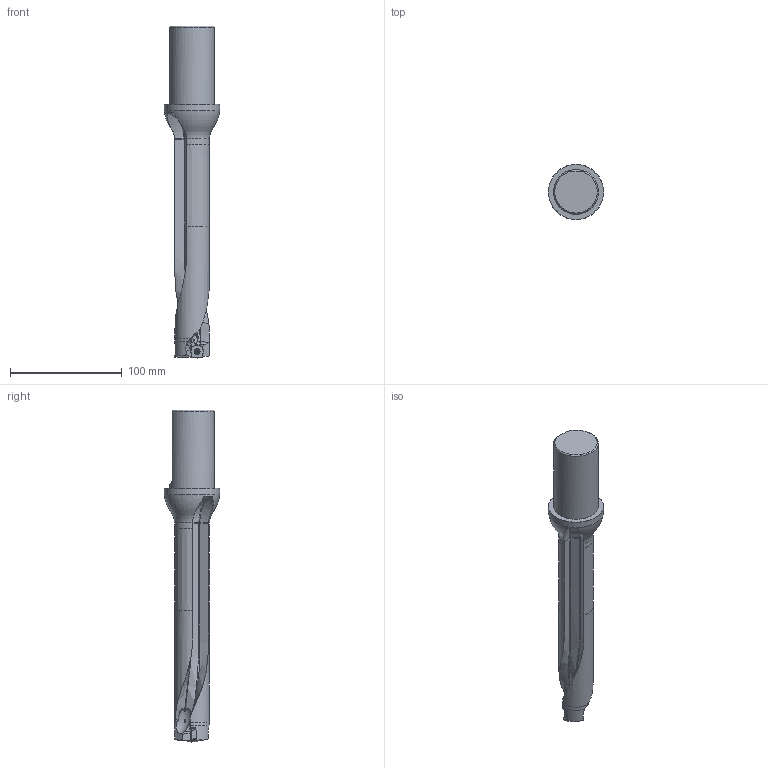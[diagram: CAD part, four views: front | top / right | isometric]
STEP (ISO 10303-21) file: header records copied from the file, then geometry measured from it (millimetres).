
FILE_DESCRIPTION(/* description */ (''),/* implementation_level */ '2;1');
FILE_NAME(/* name */ 'toolassembly_1.stp',/* time_stamp */ '2020-03-23T16:15:36+01:00',/* author */ (''),/* organization */ ('SMS'),/* preprocessor_version */ 'ST-DEVELOPER v16.7',/* originating_system */ 'SIEMENS PLM Software NX 12.0',/* authorisation */ '');
FILE_SCHEMA (('AUTOMOTIVE_DESIGN { 1 0 10303 214 3 1 1 1 }'));
Length unit declared in the file: millimetre
Products named in the file (5): CUT_20200323161501; CUT_20200323161459; NOCUT_20200323161319; ASSEMBLY_CONSTRUCTION; TOOLASSEMBLY_1
Assembly tree (4 placements, depth 2):
  TOOLASSEMBLY_1
    ASSEMBLY_CONSTRUCTION
    NOCUT_20200323161319
    CUT_20200323161459
    CUT_20200323161501
Bounding box: 49.5 x 49.5 x 297 mm (x, y, z)
Volume: 206798 mm3; surface area: 40461.3 mm2
Topology: 3 solids, 3 shells, 277 faces, 736 edges, 480 vertices
Faces by surface type: plane 113, cylinder 63, cone 33, extrusion 33, bspline 20, torus 10, revolution 5
Full cylindrical faces by diameter (mm): 2.5 x2, 3 x1, 3.5 x2, 4.4 x2, 39.992 x1, 49.5 x1
Entity records: 12136 total; most frequent: CARTESIAN_POINT 5417, ORIENTED_EDGE 1408, DIRECTION 1242, EDGE_CURVE 704, AXIS2_PLACEMENT_3D 474, VERTEX_POINT 463, EDGE_LOOP 309, VECTOR 289
